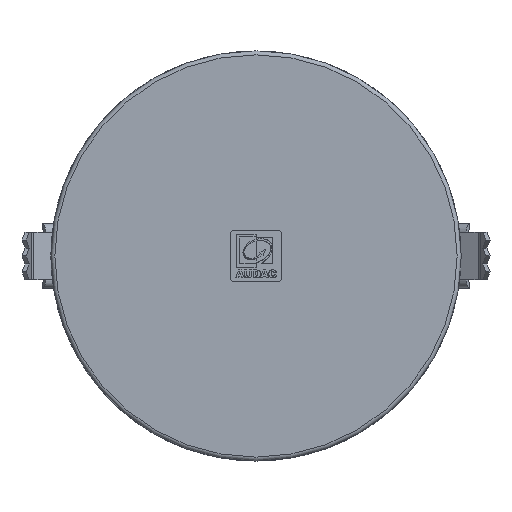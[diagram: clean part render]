
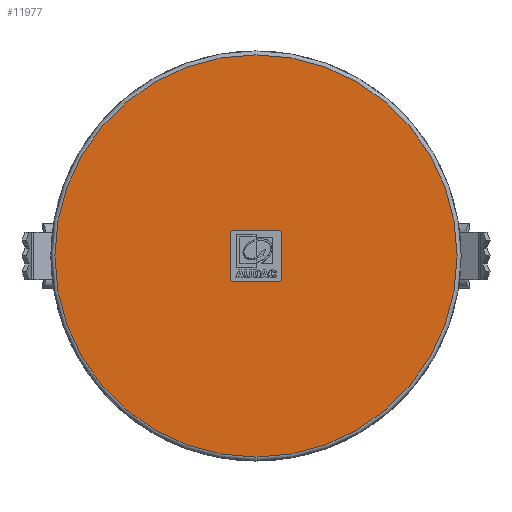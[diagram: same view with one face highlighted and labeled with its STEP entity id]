
A CAD part, top view. The second image highlights one B-rep face of the part: STEP entity #11977.
In plain terms, the highlighted planar face has unit normal (0, 0, 1).
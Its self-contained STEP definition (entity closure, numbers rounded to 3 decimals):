
#505=PLANE('',#12800);
#670=FACE_BOUND('',#1934,.T.);
#1284=FACE_OUTER_BOUND('',#1933,.T.);
#1933=EDGE_LOOP('',(#9104));
#1934=EDGE_LOOP('',(#9105,#9106,#9107,#9108,#9109,#9110,#9111,#9112));
#2397=CIRCLE('',#12555,1.);
#2401=CIRCLE('',#12570,1.);
#2402=CIRCLE('',#12572,1.);
#2403=CIRCLE('',#12575,1.);
#2468=CIRCLE('',#12798,46.5);
#2944=LINE('',#18667,#3825);
#2949=LINE('',#18681,#3830);
#3125=LINE('',#20211,#4006);
#3126=LINE('',#20213,#4007);
#3825=VECTOR('',#14090,10.);
#3830=VECTOR('',#14105,10.);
#4006=VECTOR('',#14445,10.);
#4007=VECTOR('',#14448,10.);
#4758=VERTEX_POINT('',#17973);
#4759=VERTEX_POINT('',#17975);
#4861=VERTEX_POINT('',#18666);
#4862=VERTEX_POINT('',#18670);
#4863=VERTEX_POINT('',#18674);
#4864=VERTEX_POINT('',#18676);
#4865=VERTEX_POINT('',#18680);
#4866=VERTEX_POINT('',#18684);
#5140=VERTEX_POINT('',#20884);
#6002=EDGE_CURVE('',#4759,#4758,#2397,.T.);
#6106=EDGE_CURVE('',#4861,#4759,#2944,.T.);
#6108=EDGE_CURVE('',#4862,#4861,#2401,.T.);
#6111=EDGE_CURVE('',#4864,#4863,#2402,.T.);
#6113=EDGE_CURVE('',#4865,#4864,#2949,.T.);
#6115=EDGE_CURVE('',#4866,#4865,#2403,.T.);
#6346=EDGE_CURVE('',#4758,#4866,#3125,.T.);
#6347=EDGE_CURVE('',#4863,#4862,#3126,.T.);
#6575=EDGE_CURVE('',#5140,#5140,#2468,.T.);
#9104=ORIENTED_EDGE('',*,*,#6575,.F.);
#9105=ORIENTED_EDGE('',*,*,#6111,.T.);
#9106=ORIENTED_EDGE('',*,*,#6347,.T.);
#9107=ORIENTED_EDGE('',*,*,#6108,.T.);
#9108=ORIENTED_EDGE('',*,*,#6106,.T.);
#9109=ORIENTED_EDGE('',*,*,#6002,.T.);
#9110=ORIENTED_EDGE('',*,*,#6346,.T.);
#9111=ORIENTED_EDGE('',*,*,#6115,.T.);
#9112=ORIENTED_EDGE('',*,*,#6113,.T.);
#11977=ADVANCED_FACE('',(#1284,#670),#505,.T.);
#12555=AXIS2_PLACEMENT_3D('',#17976,#14010,#14011);
#12570=AXIS2_PLACEMENT_3D('',#18671,#14094,#14095);
#12572=AXIS2_PLACEMENT_3D('',#18677,#14100,#14101);
#12575=AXIS2_PLACEMENT_3D('',#18685,#14109,#14110);
#12798=AXIS2_PLACEMENT_3D('',#20885,#14868,#14869);
#12800=AXIS2_PLACEMENT_3D('',#20887,#14872,#14873);
#14010=DIRECTION('center_axis',(0.,0.,-1.));
#14011=DIRECTION('ref_axis',(-0.707,-0.707,0.));
#14090=DIRECTION('',(-1.,0.,0.));
#14094=DIRECTION('center_axis',(0.,0.,-1.));
#14095=DIRECTION('ref_axis',(0.707,-0.707,0.));
#14100=DIRECTION('center_axis',(0.,0.,-1.));
#14101=DIRECTION('ref_axis',(0.707,0.707,0.));
#14105=DIRECTION('',(1.,0.,0.));
#14109=DIRECTION('center_axis',(0.,0.,-1.));
#14110=DIRECTION('ref_axis',(-0.707,0.707,0.));
#14445=DIRECTION('',(0.,1.,0.));
#14448=DIRECTION('',(0.,-1.,0.));
#14868=DIRECTION('center_axis',(0.,0.,-1.));
#14869=DIRECTION('ref_axis',(-1.,0.,0.));
#14872=DIRECTION('center_axis',(0.,0.,1.));
#14873=DIRECTION('ref_axis',(1.,0.,0.));
#17973=CARTESIAN_POINT('',(-6.,-5.,2.6));
#17975=CARTESIAN_POINT('',(-5.,-6.,2.6));
#17976=CARTESIAN_POINT('Origin',(-5.,-5.,2.6));
#18666=CARTESIAN_POINT('',(5.,-6.,2.6));
#18667=CARTESIAN_POINT('',(-3.,-6.,2.6));
#18670=CARTESIAN_POINT('',(6.,-5.,2.6));
#18671=CARTESIAN_POINT('Origin',(5.,-5.,2.6));
#18674=CARTESIAN_POINT('',(6.,5.,2.6));
#18676=CARTESIAN_POINT('',(5.,6.,2.6));
#18677=CARTESIAN_POINT('Origin',(5.,5.,2.6));
#18680=CARTESIAN_POINT('',(-5.,6.,2.6));
#18681=CARTESIAN_POINT('',(3.,6.,2.6));
#18684=CARTESIAN_POINT('',(-6.,5.,2.6));
#18685=CARTESIAN_POINT('Origin',(-5.,5.,2.6));
#20211=CARTESIAN_POINT('',(-6.,3.,2.6));
#20213=CARTESIAN_POINT('',(6.,-3.,2.6));
#20884=CARTESIAN_POINT('',(-46.5,0.,2.6));
#20885=CARTESIAN_POINT('Origin',(0.,0.,2.6));
#20887=CARTESIAN_POINT('Origin',(0.,0.,
2.6));
